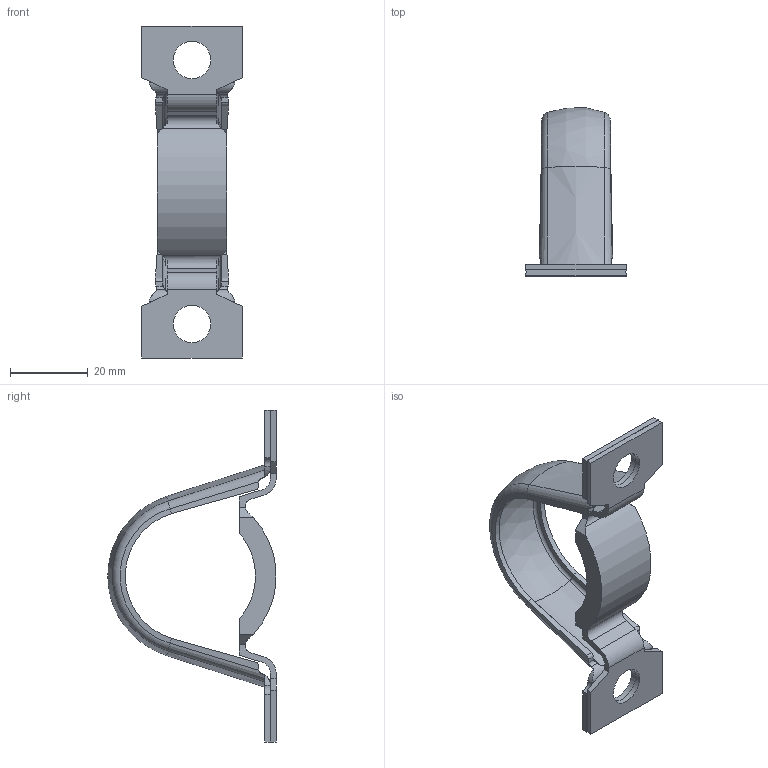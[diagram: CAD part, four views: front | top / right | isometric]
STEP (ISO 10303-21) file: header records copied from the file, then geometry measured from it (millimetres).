
FILE_DESCRIPTION(/* description */ ('STEP AP214'),/* implementation_level */ '2;1');
FILE_NAME(/* name */ 'SKF_P 40',/* time_stamp */ '2023-07-29T16:01:55+02:00',/* author */ ('License CC BY-ND 4.0'),/* organization */ ('CADENAS'),/* preprocessor_version */ 'ST-DEVELOPER v19.3',/* originating_system */ 'PARTsolutions',/* authorisation */ ' ');
FILE_SCHEMA (('AUTOMOTIVE_DESIGN {1 0 10303 214 3 1 1}'));
Length unit declared in the file: millimetre
Products named in the file (3): SKF_P 40; P 40_housing_arc; P 40_housing
Assembly tree (2 placements, depth 2):
  SKF_P 40
    P 40_housing_arc
    P 40_housing
Bounding box: 26 x 43.36 x 85.5 mm (x, y, z)
Volume: 7792.8 mm3; surface area: 10462.4 mm2
Topology: 2 solids, 2 shells, 120 faces, 324 edges, 208 vertices
Faces by surface type: plane 60, cylinder 39, cone 12, torus 6, sphere 3
Full cylindrical faces by diameter (mm): 9.6 x4
Entity records: 3862 total; most frequent: CARTESIAN_POINT 768, DIRECTION 638, ORIENTED_EDGE 632, EDGE_CURVE 316, AXIS2_PLACEMENT_3D 229, VERTEX_POINT 204, LINE 180, VECTOR 180
